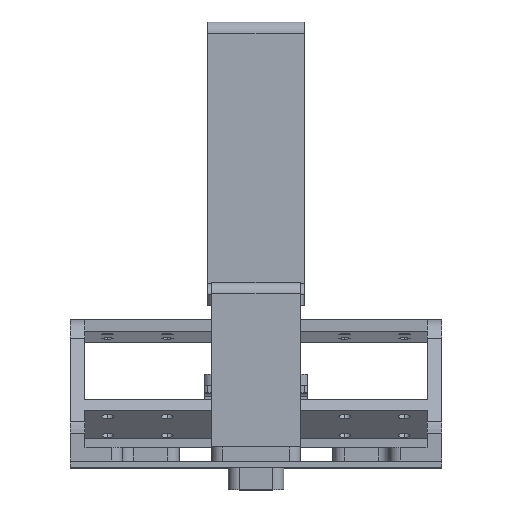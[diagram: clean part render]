
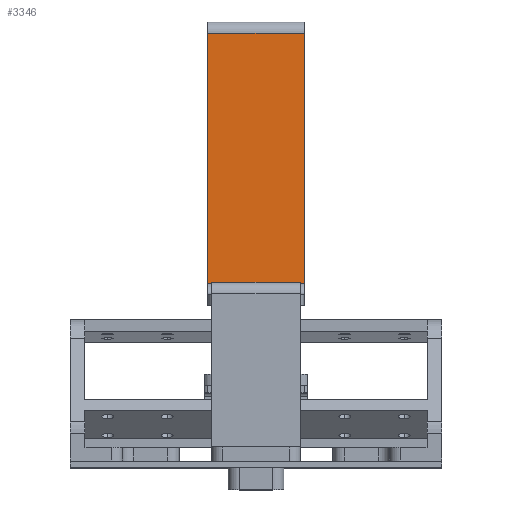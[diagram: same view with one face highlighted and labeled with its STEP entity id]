
A CAD part, top view. The second image highlights one B-rep face of the part: STEP entity #3346.
In plain terms, the highlighted planar face has unit normal (0, 0, 1).
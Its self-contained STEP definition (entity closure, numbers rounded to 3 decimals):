
#566 = VECTOR ( 'NONE', #12659, 1000. ) ;
#803 = CARTESIAN_POINT ( 'NONE',  ( 13., 117.491, -50.165 ) ) ;
#845 = CARTESIAN_POINT ( 'NONE',  ( -13., 117.491, -50.165 ) ) ;
#2599 = CARTESIAN_POINT ( 'NONE',  ( 92.993, 0., -50.165 ) ) ;
#2633 = VERTEX_POINT ( 'NONE', #8426 ) ;
#3346 = ADVANCED_FACE ( 'NONE', ( #4333 ), #15210, .F. ) ;
#4237 = AXIS2_PLACEMENT_3D ( 'NONE', #2599, #10443, #9171 ) ;
#4333 = FACE_OUTER_BOUND ( 'NONE', #9083, .T. ) ;
#4430 = LINE ( 'NONE', #845, #13087 ) ;
#5604 = CARTESIAN_POINT ( 'NONE',  ( -13., 0., -50.165 ) ) ;
#6309 = DIRECTION ( 'NONE',  ( 0., 1., 0. ) ) ;
#6483 = EDGE_CURVE ( 'NONE', #7919, #10381, #9091, .T. ) ;
#6635 = DIRECTION ( 'NONE',  ( 1., 0., 0. ) ) ;
#6800 = LINE ( 'NONE', #5604, #566 ) ;
#7633 = EDGE_CURVE ( 'NONE', #2633, #7919, #6800, .T. ) ;
#7919 = VERTEX_POINT ( 'NONE', #13791 ) ;
#8003 = DIRECTION ( 'NONE',  ( -1., 0., 0. ) ) ;
#8426 = CARTESIAN_POINT ( 'NONE',  ( -13., 117.491, -50.165 ) ) ;
#8773 = VECTOR ( 'NONE', #6635, 1000. ) ;
#9083 = EDGE_LOOP ( 'NONE', ( #15005, #9708, #10576, #12126 ) ) ;
#9091 = LINE ( 'NONE', #11622, #8773 ) ;
#9171 = DIRECTION ( 'NONE',  ( -1., 0., 0. ) ) ;
#9708 = ORIENTED_EDGE ( 'NONE', *, *, #14621, .T. ) ;
#10381 = VERTEX_POINT ( 'NONE', #12869 ) ;
#10443 = DIRECTION ( 'NONE',  ( 0., 0., -1. ) ) ;
#10576 = ORIENTED_EDGE ( 'NONE', *, *, #7633, .T. ) ;
#10645 = VECTOR ( 'NONE', #6309, 1000. ) ;
#11268 = EDGE_CURVE ( 'NONE', #10381, #12732, #11949, .T. ) ;
#11622 = CARTESIAN_POINT ( 'NONE',  ( 92.993, 50.028, -50.165 ) ) ;
#11949 = LINE ( 'NONE', #14778, #10645 ) ;
#12126 = ORIENTED_EDGE ( 'NONE', *, *, #6483, .T. ) ;
#12659 = DIRECTION ( 'NONE',  ( 0., -1., 0. ) ) ;
#12732 = VERTEX_POINT ( 'NONE', #803 ) ;
#12869 = CARTESIAN_POINT ( 'NONE',  ( 13., 50.028, -50.165 ) ) ;
#13087 = VECTOR ( 'NONE', #8003, 1000. ) ;
#13791 = CARTESIAN_POINT ( 'NONE',  ( -13., 50.028, -50.165 ) ) ;
#14621 = EDGE_CURVE ( 'NONE', #12732, #2633, #4430, .T. ) ;
#14778 = CARTESIAN_POINT ( 'NONE',  ( 13., 0., -50.165 ) ) ;
#15005 = ORIENTED_EDGE ( 'NONE', *, *, #11268, .T. ) ;
#15210 = PLANE ( 'NONE',  #4237 ) ;
